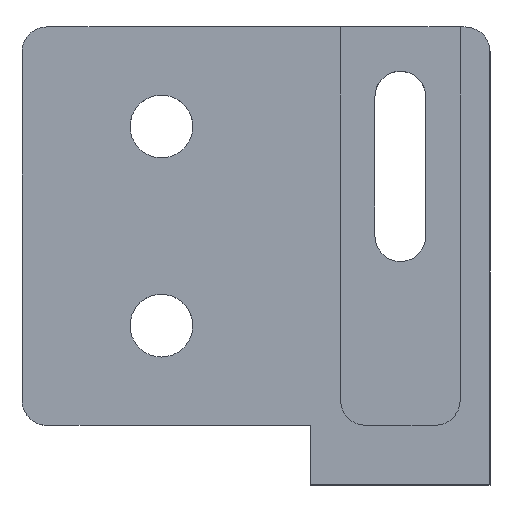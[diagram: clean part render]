
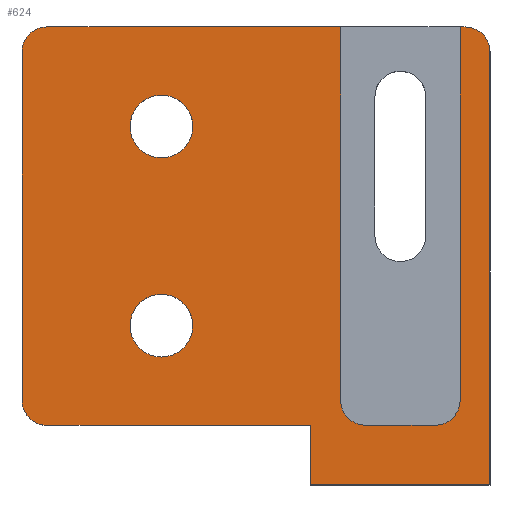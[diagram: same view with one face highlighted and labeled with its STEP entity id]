
A CAD part, top view. The second image highlights one B-rep face of the part: STEP entity #624.
In plain terms, the highlighted planar face has unit normal (0, 0, 1).
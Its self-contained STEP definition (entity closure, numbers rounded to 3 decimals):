
#118=CARTESIAN_POINT('',(285.15,523.5,580.));
#119=VERTEX_POINT('',#118);
#143=CARTESIAN_POINT('',(278.85,523.5,580.));
#144=VERTEX_POINT('',#143);
#145=CARTESIAN_POINT('',(282.,523.5,580.));
#146=DIRECTION('',(0.,0.,-1.));
#147=DIRECTION('',(-1.,0.,0.));
#148=AXIS2_PLACEMENT_3D('',#145,#146,#147);
#149=CIRCLE('',#148,3.15);
#150=EDGE_CURVE('',#144,#119,#149,.T.);
#152=CARTESIAN_POINT('',(282.,523.5,580.));
#153=DIRECTION('',(0.,0.,-1.));
#154=DIRECTION('',(-1.,0.,0.));
#155=AXIS2_PLACEMENT_3D('',#152,#153,#154);
#156=CIRCLE('',#155,3.15);
#157=EDGE_CURVE('',#119,#144,#156,.T.);
#169=CARTESIAN_POINT('',(285.15,503.5,580.));
#170=VERTEX_POINT('',#169);
#194=CARTESIAN_POINT('',(278.85,503.5,580.));
#195=VERTEX_POINT('',#194);
#196=CARTESIAN_POINT('',(282.,503.5,580.));
#197=DIRECTION('',(0.,0.,-1.));
#198=DIRECTION('',(-1.,0.,0.));
#199=AXIS2_PLACEMENT_3D('',#196,#197,#198);
#200=CIRCLE('',#199,3.15);
#201=EDGE_CURVE('',#195,#170,#200,.T.);
#203=CARTESIAN_POINT('',(282.,503.5,580.));
#204=DIRECTION('',(0.,0.,-1.));
#205=DIRECTION('',(-1.,0.,0.));
#206=AXIS2_PLACEMENT_3D('',#203,#204,#205);
#207=CIRCLE('',#206,3.15);
#208=EDGE_CURVE('',#170,#195,#207,.T.);
#356=CARTESIAN_POINT('',(312.,533.5,580.));
#357=VERTEX_POINT('',#356);
#364=CARTESIAN_POINT('',(312.5,533.5,580.));
#365=VERTEX_POINT('',#364);
#366=CARTESIAN_POINT('',(312.,533.5,580.));
#367=DIRECTION('',(1.,-0.,0.));
#368=VECTOR('',#367,0.5);
#369=LINE('',#366,#368);
#370=EDGE_CURVE('',#357,#365,#369,.T.);
#388=CARTESIAN_POINT('',(270.5,533.5,580.));
#389=VERTEX_POINT('',#388);
#396=CARTESIAN_POINT('',(300.,533.5,580.));
#397=VERTEX_POINT('',#396);
#398=CARTESIAN_POINT('',(270.5,533.5,580.));
#399=DIRECTION('',(1.,-0.,0.));
#400=VECTOR('',#399,29.5);
#401=LINE('',#398,#400);
#402=EDGE_CURVE('',#389,#397,#401,.T.);
#458=CARTESIAN_POINT('',(315.,487.5,580.));
#459=VERTEX_POINT('',#458);
#468=CARTESIAN_POINT('',(297.,487.5,580.));
#469=VERTEX_POINT('',#468);
#470=CARTESIAN_POINT('',(297.,487.5,580.));
#471=DIRECTION('',(1.,0.,0.));
#472=VECTOR('',#471,18.);
#473=LINE('',#470,#472);
#474=EDGE_CURVE('',#469,#459,#473,.T.);
#493=CARTESIAN_POINT('',(291.,513.5,580.));
#494=DIRECTION('',(0.,0.,-1.));
#495=DIRECTION('',(1.,0.,0.));
#496=AXIS2_PLACEMENT_3D('',#493,#494,#495);
#497=PLANE('',#496);
#498=ORIENTED_EDGE('',*,*,#201,.T.);
#499=ORIENTED_EDGE('',*,*,#208,.T.);
#500=EDGE_LOOP('',(#498,#499));
#501=FACE_BOUND('',#500,.T.);
#502=ORIENTED_EDGE('',*,*,#150,.T.);
#503=ORIENTED_EDGE('',*,*,#157,.T.);
#504=EDGE_LOOP('',(#502,#503));
#505=FACE_BOUND('',#504,.T.);
#506=CARTESIAN_POINT('',(270.5,493.5,580.));
#507=VERTEX_POINT('',#506);
#508=CARTESIAN_POINT('',(297.,493.5,580.));
#509=VERTEX_POINT('',#508);
#510=CARTESIAN_POINT('',(270.5,493.5,580.));
#511=DIRECTION('',(1.,0.,0.));
#512=VECTOR('',#511,26.5);
#513=LINE('',#510,#512);
#514=EDGE_CURVE('',#507,#509,#513,.T.);
#515=ORIENTED_EDGE('',*,*,#514,.T.);
#516=CARTESIAN_POINT('',(297.,487.5,580.));
#517=DIRECTION('',(-0.,1.,-0.));
#518=VECTOR('',#517,6.);
#519=LINE('',#516,#518);
#520=EDGE_CURVE('',#469,#509,#519,.T.);
#521=ORIENTED_EDGE('',*,*,#520,.F.);
#522=ORIENTED_EDGE('',*,*,#474,.T.);
#523=CARTESIAN_POINT('',(315.,531.,580.));
#524=VERTEX_POINT('',#523);
#525=CARTESIAN_POINT('',(315.,487.5,580.));
#526=DIRECTION('',(-0.,1.,-0.));
#527=VECTOR('',#526,43.5);
#528=LINE('',#525,#527);
#529=EDGE_CURVE('',#459,#524,#528,.T.);
#530=ORIENTED_EDGE('',*,*,#529,.T.);
#531=CARTESIAN_POINT('',(312.5,531.,580.));
#532=DIRECTION('',(0.,-0.,-1.));
#533=DIRECTION('',(1.,0.,0.));
#534=AXIS2_PLACEMENT_3D('',#531,#532,#533);
#535=CIRCLE('',#534,2.5);
#536=EDGE_CURVE('',#365,#524,#535,.T.);
#537=ORIENTED_EDGE('',*,*,#536,.F.);
#538=ORIENTED_EDGE('',*,*,#370,.F.);
#539=CARTESIAN_POINT('',(312.,496.,580.));
#540=VERTEX_POINT('',#539);
#541=CARTESIAN_POINT('',(312.,533.5,580.));
#542=DIRECTION('',(0.,-1.,0.));
#543=VECTOR('',#542,37.5);
#544=LINE('',#541,#543);
#545=EDGE_CURVE('',#357,#540,#544,.T.);
#546=ORIENTED_EDGE('',*,*,#545,.T.);
#547=CARTESIAN_POINT('',(309.5,493.5,580.));
#548=VERTEX_POINT('',#547);
#549=CARTESIAN_POINT('',(309.5,496.,580.));
#550=DIRECTION('',(0.,0.,-1.));
#551=DIRECTION('',(-1.,0.,0.));
#552=AXIS2_PLACEMENT_3D('',#549,#550,#551);
#553=CIRCLE('',#552,2.5);
#554=EDGE_CURVE('',#540,#548,#553,.T.);
#555=ORIENTED_EDGE('',*,*,#554,.T.);
#556=CARTESIAN_POINT('',(302.5,493.5,580.));
#557=VERTEX_POINT('',#556);
#558=CARTESIAN_POINT('',(309.5,493.5,580.));
#559=DIRECTION('',(-1.,-0.,0.));
#560=VECTOR('',#559,7.);
#561=LINE('',#558,#560);
#562=EDGE_CURVE('',#548,#557,#561,.T.);
#563=ORIENTED_EDGE('',*,*,#562,.T.);
#564=CARTESIAN_POINT('',(300.,496.,580.));
#565=VERTEX_POINT('',#564);
#566=CARTESIAN_POINT('',(302.5,496.,580.));
#567=DIRECTION('',(0.,-0.,-1.));
#568=DIRECTION('',(1.,0.,0.));
#569=AXIS2_PLACEMENT_3D('',#566,#567,#568);
#570=CIRCLE('',#569,2.5);
#571=EDGE_CURVE('',#557,#565,#570,.T.);
#572=ORIENTED_EDGE('',*,*,#571,.T.);
#573=CARTESIAN_POINT('',(300.,533.5,580.));
#574=DIRECTION('',(0.,-1.,0.));
#575=VECTOR('',#574,37.5);
#576=LINE('',#573,#575);
#577=EDGE_CURVE('',#397,#565,#576,.T.);
#578=ORIENTED_EDGE('',*,*,#577,.F.);
#579=ORIENTED_EDGE('',*,*,#402,.F.);
#580=CARTESIAN_POINT('',(268.732,532.768,580.));
#581=VERTEX_POINT('',#580);
#582=CARTESIAN_POINT('',(270.5,531.,580.));
#583=DIRECTION('',(0.,0.,1.));
#584=DIRECTION('',(-1.,0.,0.));
#585=AXIS2_PLACEMENT_3D('',#582,#583,#584);
#586=CIRCLE('',#585,2.5);
#587=EDGE_CURVE('',#389,#581,#586,.T.);
#588=ORIENTED_EDGE('',*,*,#587,.T.);
#589=CARTESIAN_POINT('',(268.,531.,580.));
#590=VERTEX_POINT('',#589);
#591=CARTESIAN_POINT('',(270.5,531.,580.));
#592=DIRECTION('',(0.,0.,1.));
#593=DIRECTION('',(-1.,0.,0.));
#594=AXIS2_PLACEMENT_3D('',#591,#592,#593);
#595=CIRCLE('',#594,2.5);
#596=EDGE_CURVE('',#581,#590,#595,.T.);
#597=ORIENTED_EDGE('',*,*,#596,.T.);
#598=CARTESIAN_POINT('',(268.,496.,580.));
#599=VERTEX_POINT('',#598);
#600=CARTESIAN_POINT('',(268.,496.,580.));
#601=DIRECTION('',(-0.,1.,-0.));
#602=VECTOR('',#601,35.);
#603=LINE('',#600,#602);
#604=EDGE_CURVE('',#599,#590,#603,.T.);
#605=ORIENTED_EDGE('',*,*,#604,.F.);
#606=CARTESIAN_POINT('',(268.732,494.232,580.));
#607=VERTEX_POINT('',#606);
#608=CARTESIAN_POINT('',(270.5,496.,580.));
#609=DIRECTION('',(0.,-0.,1.));
#610=DIRECTION('',(-1.,-0.,0.));
#611=AXIS2_PLACEMENT_3D('',#608,#609,#610);
#612=CIRCLE('',#611,2.5);
#613=EDGE_CURVE('',#599,#607,#612,.T.);
#614=ORIENTED_EDGE('',*,*,#613,.T.);
#615=CARTESIAN_POINT('',(270.5,496.,580.));
#616=DIRECTION('',(0.,-0.,1.));
#617=DIRECTION('',(-1.,-0.,0.));
#618=AXIS2_PLACEMENT_3D('',#615,#616,#617);
#619=CIRCLE('',#618,2.5);
#620=EDGE_CURVE('',#607,#507,#619,.T.);
#621=ORIENTED_EDGE('',*,*,#620,.T.);
#622=EDGE_LOOP('',(#515,#521,#522,#530,#537,#538,#546,#555,#563,#572,#578,#579,#588,#597,#605,#614,#621));
#623=FACE_BOUND('',#622,.T.);
#624=ADVANCED_FACE('',(#501,#505,#623),#497,.F.);
